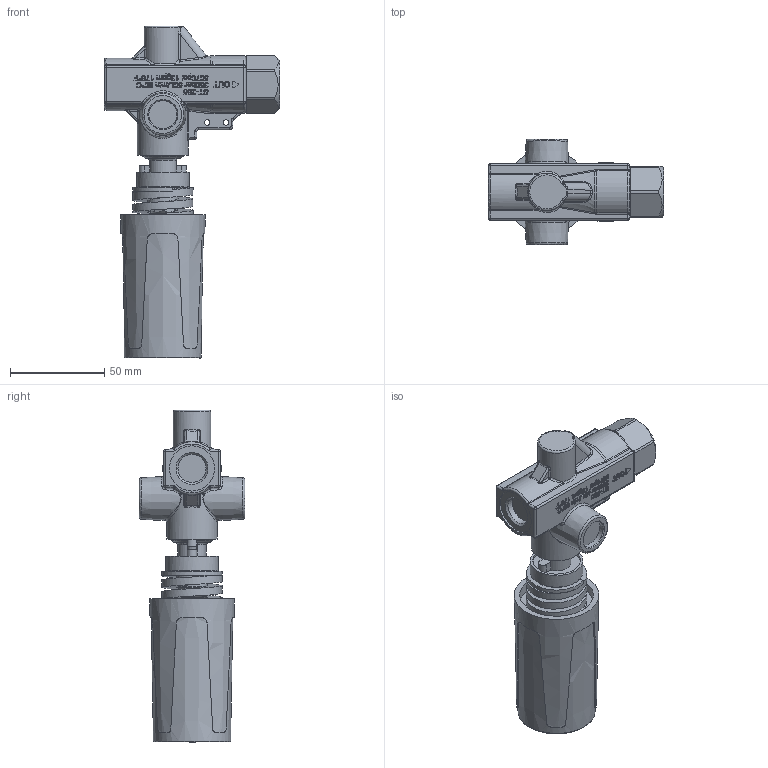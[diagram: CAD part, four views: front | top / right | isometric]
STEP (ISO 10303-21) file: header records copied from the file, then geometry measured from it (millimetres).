
FILE_DESCRIPTION(/* description */ ('Unknown'),/* implementation_level */ '2;1');
FILE_NAME(/* name */ '200265500_21_12_2022',/* time_stamp */ '2022-12-21T09:45:10+01:00',/* author */ ('Unknown'),/* organization */ ('Unknown'),/* preprocessor_version */ 'ST-DEVELOPER v18.102',/* originating_system */ 'Solid Edge',/* authorisation */ 'Unknown');
FILE_SCHEMA (('AUTOMOTIVE_DESIGN {1 0 10303 214 3 1 1}'));
Length unit declared in the file: millimetre
Products named in the file (1): Part2
Bounding box: 92.9 x 56 x 176.2 mm (x, y, z)
Volume: 188813.3 mm3; surface area: 47124.6 mm2
Topology: 1 solids, 9 shells, 1080 faces, 2634 edges, 1603 vertices
Faces by surface type: plane 522, bspline 238, cylinder 161, sphere 62, cone 50, torus 47
Full cylindrical faces by diameter (mm): 2.2 x2, 3 x2, 4.134 x1, 8 x3, 14.5 x1, 14.95 x4, 15 x1, 16 x1, 19.5 x1, 20.5 x1, 24 x1, 25.2 x1, 27 x1, 28 x1, 36.8 x1, 37.3 x1
Entity records: 40349 total; most frequent: CARTESIAN_POINT 18138, ORIENTED_EDGE 4890, DIRECTION 3817, EDGE_CURVE 2445, VERTEX_POINT 1567, AXIS2_PLACEMENT_3D 1432, FACE_BOUND 1278, EDGE_LOOP 1277
